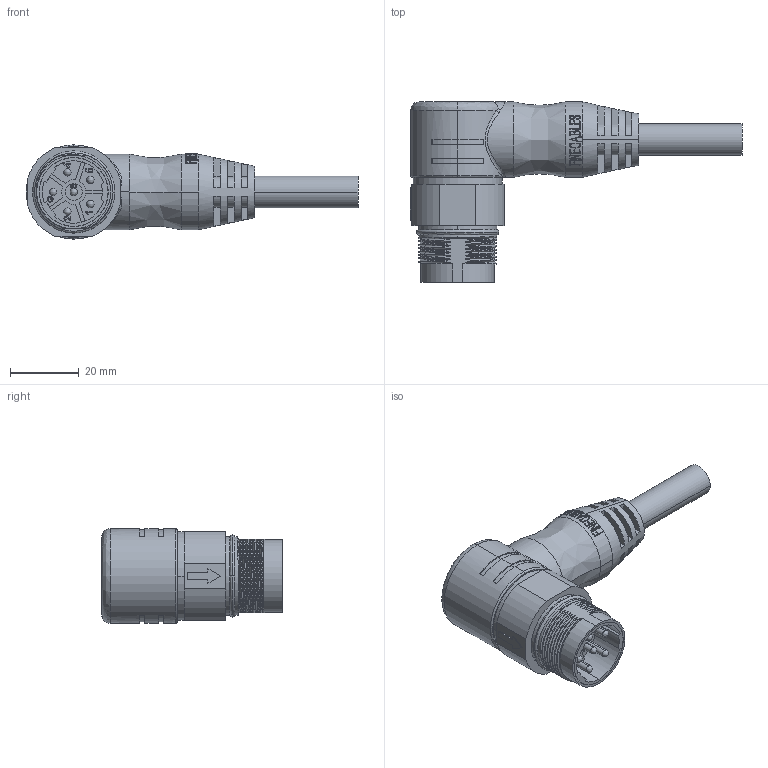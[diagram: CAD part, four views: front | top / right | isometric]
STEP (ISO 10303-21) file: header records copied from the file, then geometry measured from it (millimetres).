
FILE_DESCRIPTION (( 'STEP AP203' ), '1' );
FILE_NAME ('P404.STEP', '2020-04-15T07:27:00', ( 'edpusr' ), ( 'Microsoft' ), 'SwSTEP 2.0', 'SolidWorks 2015', '' );
FILE_SCHEMA (( 'CONFIG_CONTROL_DESIGN' ));
Length unit declared in the file: millimetre
Products named in the file (1): P404
Bounding box: 96.67 x 52.53 x 27.46 mm (x, y, z)
Volume: 39019.4 mm3; surface area: 15488.4 mm2
Topology: 4 solids, 12 shells, 658 faces, 1772 edges, 1162 vertices
Faces by surface type: bspline 304, plane 223, cylinder 117, cone 14
Entity records: 53380 total; most frequent: CARTESIAN_POINT 38964, ORIENTED_EDGE 3488, DIRECTION 2114, EDGE_CURVE 1744, VERTEX_POINT 1162, LINE 808, VECTOR 808, EDGE_LOOP 716
